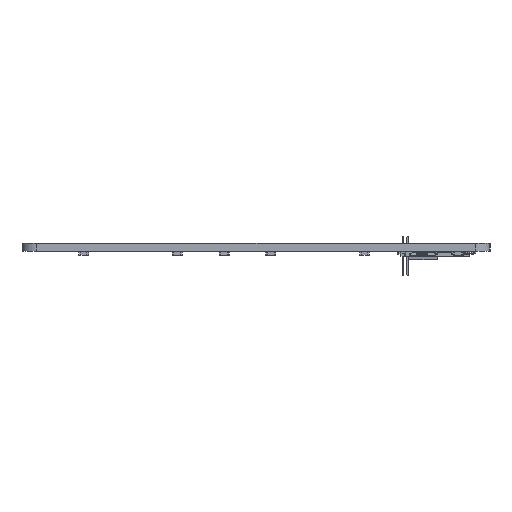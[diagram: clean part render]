
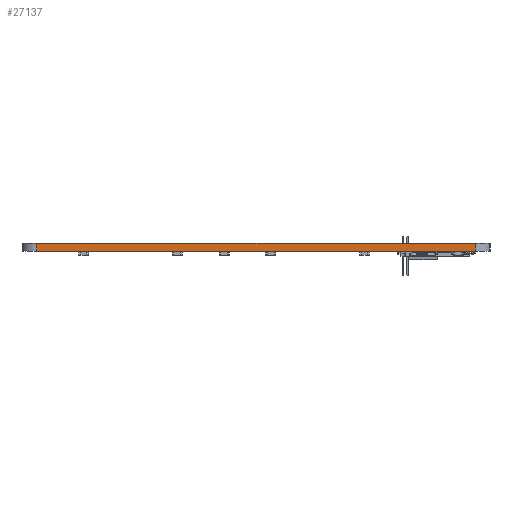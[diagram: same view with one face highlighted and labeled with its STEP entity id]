
A CAD part, left-side view. The second image highlights one B-rep face of the part: STEP entity #27137.
In plain terms, the highlighted planar face has unit normal (-1, 0, 0).
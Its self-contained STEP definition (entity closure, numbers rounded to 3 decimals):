
#20142 = VERTEX_POINT('',#20143);
#20143 = CARTESIAN_POINT('',(0.,-3.,0.));
#20150 = EDGE_CURVE('',#20151,#20142,#20153,.T.);
#20151 = VERTEX_POINT('',#20152);
#20152 = CARTESIAN_POINT('',(0.,-92.25,0.));
#20153 = LINE('',#20154,#20155);
#20154 = CARTESIAN_POINT('',(0.,-92.25,0.));
#20155 = VECTOR('',#20156,1.);
#20156 = DIRECTION('',(0.,1.,0.));
#23626 = VERTEX_POINT('',#23627);
#23627 = CARTESIAN_POINT('',(0.,-3.,1.6));
#23634 = EDGE_CURVE('',#23635,#23626,#23637,.T.);
#23635 = VERTEX_POINT('',#23636);
#23636 = CARTESIAN_POINT('',(0.,-92.25,1.6));
#23637 = LINE('',#23638,#23639);
#23638 = CARTESIAN_POINT('',(0.,-92.25,1.6));
#23639 = VECTOR('',#23640,1.);
#23640 = DIRECTION('',(0.,1.,0.));
#27107 = EDGE_CURVE('',#20142,#23626,#27108,.T.);
#27108 = LINE('',#27109,#27110);
#27109 = CARTESIAN_POINT('',(0.,-3.,0.));
#27110 = VECTOR('',#27111,1.);
#27111 = DIRECTION('',(0.,0.,1.));
#27137 = ADVANCED_FACE('',(#27138),#27149,.T.);
#27138 = FACE_BOUND('',#27139,.T.);
#27139 = EDGE_LOOP('',(#27140,#27146,#27147,#27148));
#27140 = ORIENTED_EDGE('',*,*,#27141,.T.);
#27141 = EDGE_CURVE('',#20151,#23635,#27142,.T.);
#27142 = LINE('',#27143,#27144);
#27143 = CARTESIAN_POINT('',(0.,-92.25,0.));
#27144 = VECTOR('',#27145,1.);
#27145 = DIRECTION('',(0.,0.,1.));
#27146 = ORIENTED_EDGE('',*,*,#23634,.T.);
#27147 = ORIENTED_EDGE('',*,*,#27107,.F.);
#27148 = ORIENTED_EDGE('',*,*,#20150,.F.);
#27149 = PLANE('',#27150);
#27150 = AXIS2_PLACEMENT_3D('',#27151,#27152,#27153);
#27151 = CARTESIAN_POINT('',(0.,-92.25,0.));
#27152 = DIRECTION('',(-1.,0.,0.));
#27153 = DIRECTION('',(0.,1.,0.));
